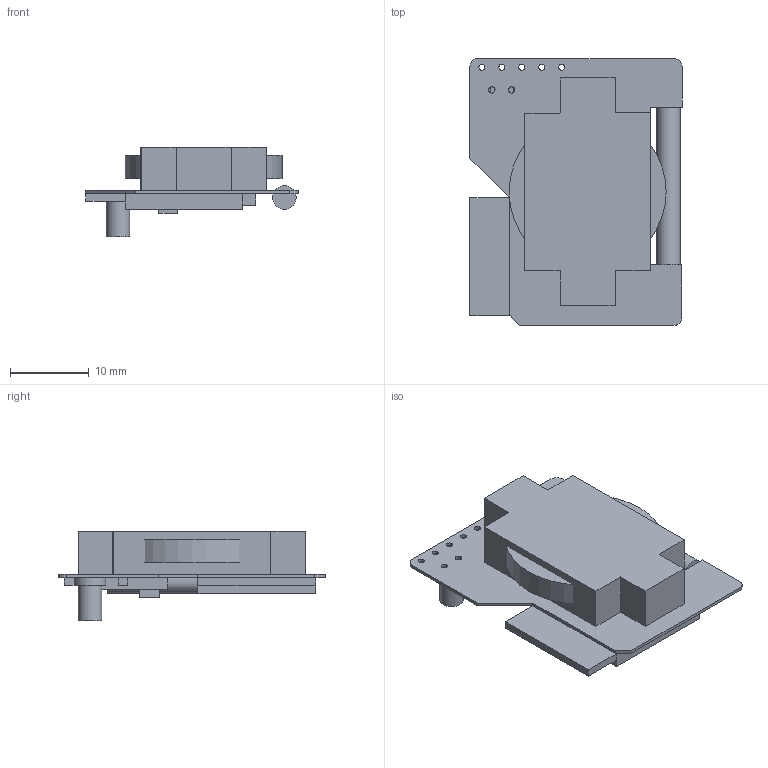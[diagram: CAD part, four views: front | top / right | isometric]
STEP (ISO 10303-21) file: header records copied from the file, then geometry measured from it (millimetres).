
FILE_DESCRIPTION(('Open CASCADE Model'),'2;1');
FILE_NAME('Open CASCADE Shape Model','2019-03-11T11:37:55',('Author'),( 'Open CASCADE'),'Open CASCADE STEP processor 6.8','Open CASCADE 6.8' ,'Unknown');
FILE_SCHEMA(('AUTOMOTIVE_DESIGN { 1 0 10303 214 1 1 1 1 }'));
Length unit declared in the file: millimetre
Products named in the file (29): PCB; Board; C2; 6418791680; Extruded; Open CASCADE STEP translator 6.8 2.3; 6418791872; 6418792064; D1; 6418791296; Cylinder; 6418790912; IC2; 6199257664; 6199257472; V1; 6199257280; 6199257088; K1; 6199256704; C1
Assembly tree (29 placements, depth 4):
  PCB
    Board
    C2
      6418791680
        Extruded
    Open CASCADE STEP translator 6.8 2.3
      6418791872
        Extruded
      6418792064
        Extruded
    D1
      6418791296
        Cylinder
      6418790912
        Cylinder
    IC2
      6199257664
        Extruded
      6199257472
        Extruded
    V1
      6199257280
        Extruded
      6199257088
        Cylinder
    K1
      6199256704
        Cylinder
    C1
      6418791680
        Extruded
Bounding box: 27.02 x 34 x 11.41 mm (x, y, z)
Volume: 4307.5 mm3; surface area: 5098.1 mm2
Topology: 12 solids, 12 shells, 91 faces, 201 edges, 134 vertices
Faces by surface type: plane 77, cylinder 14
Full cylindrical faces by diameter (mm): 0.762 x5, 0.8 x2, 3 x2, 4 x1, 20 x1
Entity records: 3022 total; most frequent: DIRECTION 447, CARTESIAN_POINT 430, ORIENTED_EDGE 378, EDGE_CURVE 189, LINE 161, VECTOR 161, AXIS2_PLACEMENT_3D 143, VERTEX_POINT 126
